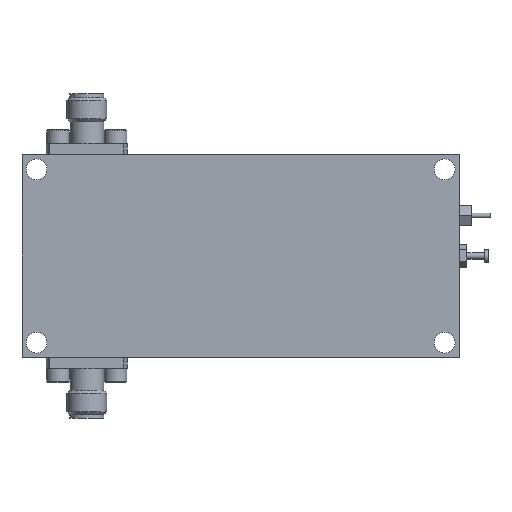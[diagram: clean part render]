
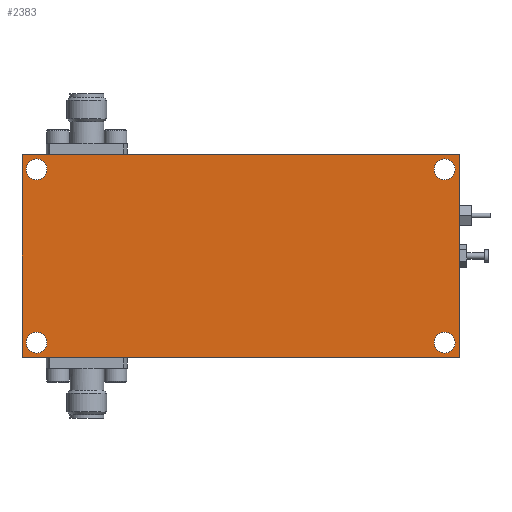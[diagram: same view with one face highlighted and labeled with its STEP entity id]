
A CAD part, front view. The second image highlights one B-rep face of the part: STEP entity #2383.
In plain terms, the highlighted planar face has unit normal (0, -1, 0).
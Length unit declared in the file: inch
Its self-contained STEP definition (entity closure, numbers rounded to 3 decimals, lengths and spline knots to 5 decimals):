
#1068 = AXIS2_PLACEMENT_3D ( 'NONE', #12734, #31465, #31231 ) ;
#1690 = EDGE_CURVE ( 'NONE', #11079, #11079, #28615, .T. ) ;
#1764 = DIRECTION ( 'NONE',  ( 1., 0., 0. ) ) ;
#1917 = EDGE_LOOP ( 'NONE', ( #9966 ) ) ;
#2203 = EDGE_CURVE ( 'NONE', #28532, #21114, #22402, .T. ) ;
#2383 = ADVANCED_FACE ( 'NONE', ( #13297, #10829, #32743, #25692, #4650 ), #32922, .F. ) ;
#3417 = VERTEX_POINT ( 'NONE', #12927 ) ;
#3484 = VECTOR ( 'NONE', #17300, 39.37008 ) ;
#4011 = ORIENTED_EDGE ( 'NONE', *, *, #6800, .T. ) ;
#4303 = LINE ( 'NONE', #11765, #3484 ) ;
#4374 = ORIENTED_EDGE ( 'NONE', *, *, #13675, .F. ) ;
#4650 = FACE_BOUND ( 'NONE', #1917, .T. ) ;
#4811 = CIRCLE ( 'NONE', #1068, 0.06425 ) ;
#5464 = DIRECTION ( 'NONE',  ( 0., 1., 0. ) ) ;
#6277 = DIRECTION ( 'NONE',  ( 0., 0., 1. ) ) ;
#6346 = ORIENTED_EDGE ( 'NONE', *, *, #31841, .T. ) ;
#6367 = ORIENTED_EDGE ( 'NONE', *, *, #13050, .F. ) ;
#6800 = EDGE_CURVE ( 'NONE', #22641, #22641, #25901, .T. ) ;
#7121 = ORIENTED_EDGE ( 'NONE', *, *, #2203, .F. ) ;
#7172 = CARTESIAN_POINT ( 'NONE',  ( -1.26, -0.5, -0.02575 ) ) ;
#8047 = EDGE_LOOP ( 'NONE', ( #6367 ) ) ;
#8072 = CIRCLE ( 'NONE', #25583, 0.06425 ) ;
#8812 = DIRECTION ( 'NONE',  ( 0., 0., 1. ) ) ;
#9348 = VECTOR ( 'NONE', #16548, 39.37008 ) ;
#9966 = ORIENTED_EDGE ( 'NONE', *, *, #1690, .T. ) ;
#10829 = FACE_BOUND ( 'NONE', #28492, .T. ) ;
#10889 = DIRECTION ( 'NONE',  ( 0., 0., 1. ) ) ;
#11079 = VERTEX_POINT ( 'NONE', #12118 ) ;
#11440 = CARTESIAN_POINT ( 'NONE',  ( 0., -0.5, 0. ) ) ;
#11765 = CARTESIAN_POINT ( 'NONE',  ( 1.35, -0.5, 0. ) ) ;
#12118 = CARTESIAN_POINT ( 'NONE',  ( 1.26, -0.5, -1.09575 ) ) ;
#12734 = CARTESIAN_POINT ( 'NONE',  ( -1.26, -0.5, -0.09 ) ) ;
#12927 = CARTESIAN_POINT ( 'NONE',  ( -1.35, -0.5, -1.25 ) ) ;
#13050 = EDGE_CURVE ( 'NONE', #25085, #25085, #4811, .T. ) ;
#13297 = FACE_OUTER_BOUND ( 'NONE', #14608, .T. ) ;
#13513 = EDGE_CURVE ( 'NONE', #3417, #31393, #28704, .T. ) ;
#13675 = EDGE_CURVE ( 'NONE', #27975, #27975, #8072, .T. ) ;
#14271 = ORIENTED_EDGE ( 'NONE', *, *, #13513, .T. ) ;
#14608 = EDGE_LOOP ( 'NONE', ( #7121, #20577, #14271, #6346 ) ) ;
#15563 = EDGE_LOOP ( 'NONE', ( #4011 ) ) ;
#16548 = DIRECTION ( 'NONE',  ( 1., 0., 0. ) ) ;
#16998 = EDGE_CURVE ( 'NONE', #3417, #28532, #24688, .T. ) ;
#17300 = DIRECTION ( 'NONE',  ( 0., 0., 1. ) ) ;
#17544 = CARTESIAN_POINT ( 'NONE',  ( 1.26, -0.5, -0.02575 ) ) ;
#17689 = CARTESIAN_POINT ( 'NONE',  ( 1.35, -0.5, -1.25 ) ) ;
#18693 = CARTESIAN_POINT ( 'NONE',  ( 1.35, -0.5, 0. ) ) ;
#19158 = AXIS2_PLACEMENT_3D ( 'NONE', #21516, #32021, #10889 ) ;
#19963 = AXIS2_PLACEMENT_3D ( 'NONE', #11440, #22073, #6277 ) ;
#20577 = ORIENTED_EDGE ( 'NONE', *, *, #16998, .F. ) ;
#21114 = VERTEX_POINT ( 'NONE', #18693 ) ;
#21516 = CARTESIAN_POINT ( 'NONE',  ( 1.26, -0.5, -0.09 ) ) ;
#22073 = DIRECTION ( 'NONE',  ( 0., 1., 0. ) ) ;
#22402 = LINE ( 'NONE', #23067, #33989 ) ;
#22641 = VERTEX_POINT ( 'NONE', #17544 ) ;
#23067 = CARTESIAN_POINT ( 'NONE',  ( 0., -0.5, 0. ) ) ;
#23227 = DIRECTION ( 'NONE',  ( 0., -1., 0. ) ) ;
#23842 = CARTESIAN_POINT ( 'NONE',  ( -1.35, -0.5, 0. ) ) ;
#24688 = LINE ( 'NONE', #28362, #26354 ) ;
#25085 = VERTEX_POINT ( 'NONE', #7172 ) ;
#25583 = AXIS2_PLACEMENT_3D ( 'NONE', #33396, #23227, #25644 ) ;
#25644 = DIRECTION ( 'NONE',  ( 0., 0., 1. ) ) ;
#25692 = FACE_BOUND ( 'NONE', #15563, .T. ) ;
#25901 = CIRCLE ( 'NONE', #19158, 0.06425 ) ;
#26354 = VECTOR ( 'NONE', #33945, 39.37008 ) ;
#27975 = VERTEX_POINT ( 'NONE', #31177 ) ;
#28362 = CARTESIAN_POINT ( 'NONE',  ( -1.35, -0.5, 0. ) ) ;
#28492 = EDGE_LOOP ( 'NONE', ( #4374 ) ) ;
#28532 = VERTEX_POINT ( 'NONE', #23842 ) ;
#28615 = CIRCLE ( 'NONE', #33009, 0.06425 ) ;
#28704 = LINE ( 'NONE', #32381, #9348 ) ;
#31177 = CARTESIAN_POINT ( 'NONE',  ( -1.26, -0.5, -1.09575 ) ) ;
#31231 = DIRECTION ( 'NONE',  ( 0., 0., 1. ) ) ;
#31393 = VERTEX_POINT ( 'NONE', #17689 ) ;
#31465 = DIRECTION ( 'NONE',  ( 0., -1., 0. ) ) ;
#31841 = EDGE_CURVE ( 'NONE', #31393, #21114, #4303, .T. ) ;
#32021 = DIRECTION ( 'NONE',  ( 0., 1., 0. ) ) ;
#32381 = CARTESIAN_POINT ( 'NONE',  ( 0., -0.5, -1.25 ) ) ;
#32588 = CARTESIAN_POINT ( 'NONE',  ( 1.26, -0.5, -1.16 ) ) ;
#32743 = FACE_BOUND ( 'NONE', #8047, .T. ) ;
#32922 = PLANE ( 'NONE',  #19963 ) ;
#33009 = AXIS2_PLACEMENT_3D ( 'NONE', #32588, #5464, #8812 ) ;
#33396 = CARTESIAN_POINT ( 'NONE',  ( -1.26, -0.5, -1.16 ) ) ;
#33945 = DIRECTION ( 'NONE',  ( 0., 0., 1. ) ) ;
#33989 = VECTOR ( 'NONE', #1764, 39.37008 ) ;
